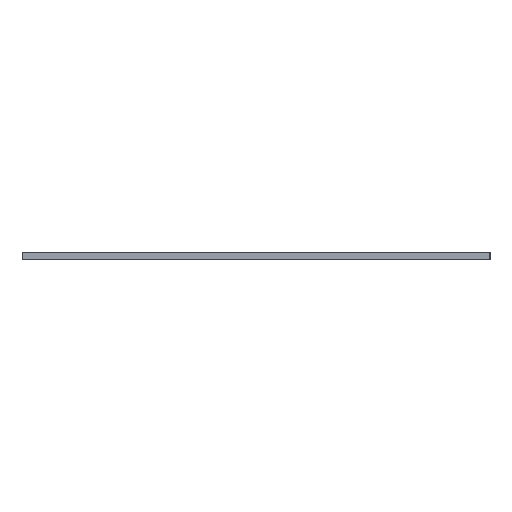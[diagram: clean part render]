
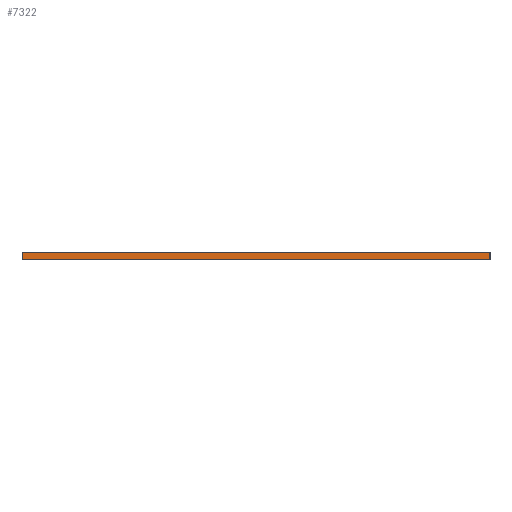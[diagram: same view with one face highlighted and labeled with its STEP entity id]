
A CAD part, left-side view. The second image highlights one B-rep face of the part: STEP entity #7322.
In plain terms, the highlighted planar face has unit normal (-1, 0, 0).
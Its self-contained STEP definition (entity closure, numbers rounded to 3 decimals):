
#470 = CARTESIAN_POINT ( 'NONE',  ( -67.75, 35.25, 0.55 ) ) ;
#502 = DIRECTION ( 'NONE',  ( 0., -1., 0. ) ) ;
#638 = ORIENTED_EDGE ( 'NONE', *, *, #1941, .F. ) ;
#875 = FACE_OUTER_BOUND ( 'NONE', #8673, .T. ) ;
#1282 = VECTOR ( 'NONE', #10601, 1000. ) ;
#1345 = CARTESIAN_POINT ( 'NONE',  ( -67.75, 35.25, 0.55 ) ) ;
#1417 = LINE ( 'NONE', #9394, #4455 ) ;
#1724 = AXIS2_PLACEMENT_3D ( 'NONE', #12371, #12161, #11351 ) ;
#1829 = PLANE ( 'NONE',  #1724 ) ;
#1941 = EDGE_CURVE ( 'NONE', #13386, #7908, #3848, .T. ) ;
#2658 = CARTESIAN_POINT ( 'NONE',  ( -67.75, 35.25, -0.55 ) ) ;
#2804 = DIRECTION ( 'NONE',  ( 0., -1., 0. ) ) ;
#3073 = EDGE_CURVE ( 'NONE', #3960, #8001, #5551, .T. ) ;
#3848 = LINE ( 'NONE', #11995, #6373 ) ;
#3960 = VERTEX_POINT ( 'NONE', #2658 ) ;
#4455 = VECTOR ( 'NONE', #11505, 1000. ) ;
#5524 = LINE ( 'NONE', #1345, #1282 ) ;
#5551 = LINE ( 'NONE', #9817, #8007 ) ;
#6373 = VECTOR ( 'NONE', #2804, 1000. ) ;
#7322 = ADVANCED_FACE ( 'NONE', ( #875 ), #1829, .F. ) ;
#7553 = EDGE_CURVE ( 'NONE', #7908, #8001, #1417, .T. ) ;
#7698 = CARTESIAN_POINT ( 'NONE',  ( -67.75, -35.25, 0.55 ) ) ;
#7908 = VERTEX_POINT ( 'NONE', #7698 ) ;
#8001 = VERTEX_POINT ( 'NONE', #9432 ) ;
#8007 = VECTOR ( 'NONE', #502, 1000. ) ;
#8673 = EDGE_LOOP ( 'NONE', ( #10997, #12336, #638, #12201 ) ) ;
#9394 = CARTESIAN_POINT ( 'NONE',  ( -67.75, -35.25, 0.55 ) ) ;
#9432 = CARTESIAN_POINT ( 'NONE',  ( -67.75, -35.25, -0.55 ) ) ;
#9817 = CARTESIAN_POINT ( 'NONE',  ( -67.75, 35.25, -0.55 ) ) ;
#10601 = DIRECTION ( 'NONE',  ( 0., 0., -1. ) ) ;
#10997 = ORIENTED_EDGE ( 'NONE', *, *, #3073, .T. ) ;
#11351 = DIRECTION ( 'NONE',  ( 0., 1., 0. ) ) ;
#11505 = DIRECTION ( 'NONE',  ( 0., 0., -1. ) ) ;
#11995 = CARTESIAN_POINT ( 'NONE',  ( -67.75, 35.25, 0.55 ) ) ;
#12161 = DIRECTION ( 'NONE',  ( 1., 0., 0. ) ) ;
#12201 = ORIENTED_EDGE ( 'NONE', *, *, #12731, .T. ) ;
#12336 = ORIENTED_EDGE ( 'NONE', *, *, #7553, .F. ) ;
#12371 = CARTESIAN_POINT ( 'NONE',  ( -67.75, 35.25, 0.55 ) ) ;
#12731 = EDGE_CURVE ( 'NONE', #13386, #3960, #5524, .T. ) ;
#13386 = VERTEX_POINT ( 'NONE', #470 ) ;
